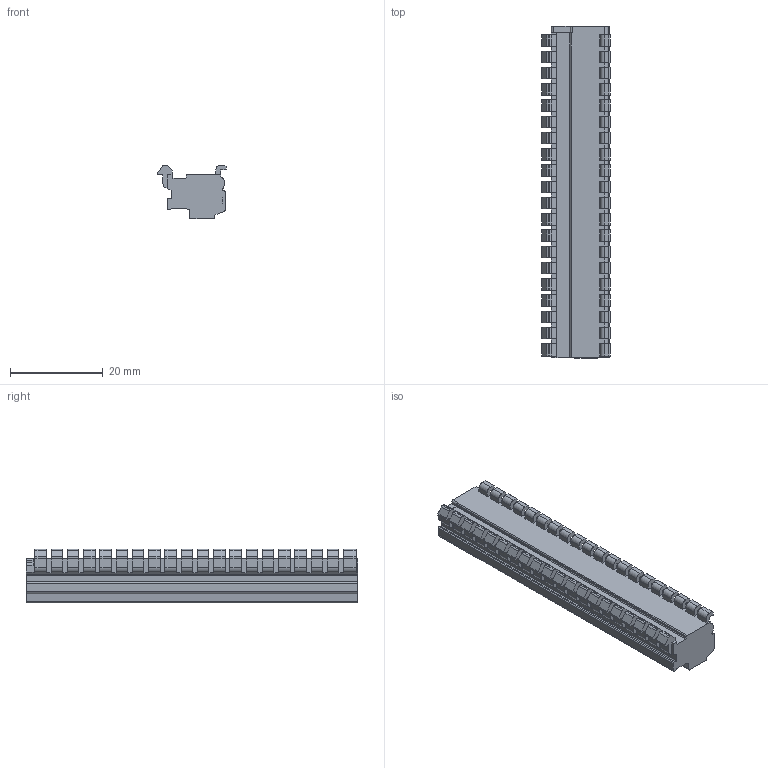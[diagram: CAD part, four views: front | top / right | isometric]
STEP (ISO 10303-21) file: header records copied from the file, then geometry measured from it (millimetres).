
FILE_DESCRIPTION((''),'2;1');
FILE_NAME('0001','2024-10-14T15:38:39',('tluser'),(''),'CREO PARAMETRIC BY PTC INC, 2018100','CREO PARAMETRIC BY PTC INC, 2018100','');
FILE_SCHEMA(('CONFIG_CONTROL_DESIGN'));
Length unit declared in the file: millimetre
Products named in the file (1): 0001
Bounding box: 14.7 x 71.5 x 11.5 mm (x, y, z)
Volume: 7435.8 mm3; surface area: 4635.2 mm2
Topology: 1 solids, 1 shells, 873 faces, 2415 edges, 1604 vertices
Faces by surface type: plane 593, cylinder 240, cone 40
Entity records: 28345 total; most frequent: CARTESIAN_POINT 5621, ORIENTED_EDGE 4830, DIRECTION 4597, EDGE_CURVE 2415, VECTOR 1813, LINE 1813, VERTEX_POINT 1604, AXIS2_PLACEMENT_3D 1392
